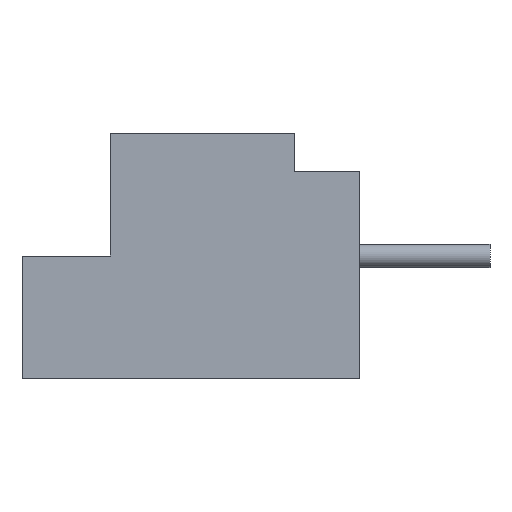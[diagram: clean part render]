
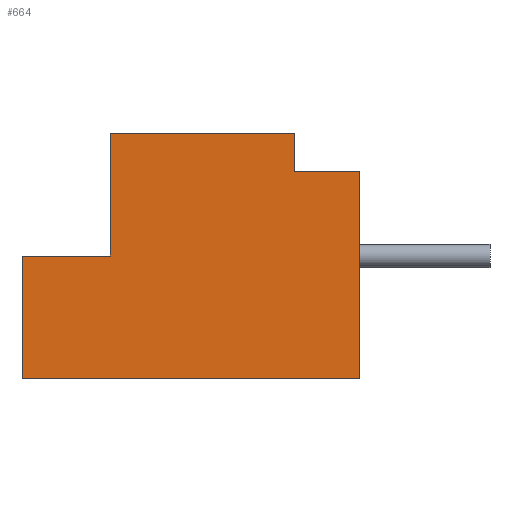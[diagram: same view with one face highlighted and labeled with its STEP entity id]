
A CAD part, left-side view. The second image highlights one B-rep face of the part: STEP entity #664.
In plain terms, the highlighted planar face has unit normal (-1, 0, 0).
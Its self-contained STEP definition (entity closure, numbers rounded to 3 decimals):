
#565 = VERTEX_POINT ( 'NONE', #2782 ) ;
#573 = VERTEX_POINT ( 'NONE', #2810 ) ;
#574 = EDGE_CURVE ( 'NONE', #573, #565, #2809, .T. ) ;
#600 = VERTEX_POINT ( 'NONE', #2904 ) ;
#602 = EDGE_CURVE ( 'NONE', #603, #600, #2903, .T. ) ;
#603 = VERTEX_POINT ( 'NONE', #2899 ) ;
#641 = ORIENTED_EDGE ( 'NONE', *, *, #859, .T. ) ;
#642 = ORIENTED_EDGE ( 'NONE', *, *, #874, .F. ) ;
#643 = ORIENTED_EDGE ( 'NONE', *, *, #644, .T. ) ;
#644 = EDGE_CURVE ( 'NONE', #872, #645, #3000, .T. ) ;
#645 = VERTEX_POINT ( 'NONE', #2996 ) ;
#646 = ORIENTED_EDGE ( 'NONE', *, *, #647, .T. ) ;
#647 = EDGE_CURVE ( 'NONE', #645, #603, #2995, .T. ) ;
#648 = ORIENTED_EDGE ( 'NONE', *, *, #602, .T. ) ;
#649 = ORIENTED_EDGE ( 'NONE', *, *, #650, .T. ) ;
#650 = EDGE_CURVE ( 'NONE', #600, #565, #2478, .T. ) ;
#651 = ORIENTED_EDGE ( 'NONE', *, *, #574, .F. ) ;
#664 = ADVANCED_FACE ( 'NONE', ( #3062 ), #3112, .F. ) ;
#665 = EDGE_LOOP ( 'NONE', ( #666, #641, #642, #643, #646, #648, #649, #651 ) ) ;
#666 = ORIENTED_EDGE ( 'NONE', *, *, #5163, .F. ) ;
#854 = VERTEX_POINT ( 'NONE', #3634 ) ;
#859 = EDGE_CURVE ( 'NONE', #854, #875, #3628, .T. ) ;
#872 = VERTEX_POINT ( 'NONE', #3696 ) ;
#874 = EDGE_CURVE ( 'NONE', #872, #875, #3695, .T. ) ;
#875 = VERTEX_POINT ( 'NONE', #3691 ) ;
#2381 = CARTESIAN_POINT ( 'NONE',  ( -17.5, 8.8, -3.2 ) ) ;
#2478 = LINE ( 'NONE', #2381, #3048 ) ;
#2782 = CARTESIAN_POINT ( 'NONE',  ( -17.5, 0., -3.2 ) ) ;
#2806 = DIRECTION ( 'NONE',  ( 0., 0., -1. ) ) ;
#2807 = VECTOR ( 'NONE', #2806, 1000. ) ;
#2808 = CARTESIAN_POINT ( 'NONE',  ( -17.5, 0., 3.2 ) ) ;
#2809 = LINE ( 'NONE', #2808, #2807 ) ;
#2810 = CARTESIAN_POINT ( 'NONE',  ( -17.5, 0., 2.2 ) ) ;
#2899 = CARTESIAN_POINT ( 'NONE',  ( -17.5, 8.8, 0. ) ) ;
#2900 = DIRECTION ( 'NONE',  ( 0., 0., -1. ) ) ;
#2901 = VECTOR ( 'NONE', #2900, 1000. ) ;
#2902 = CARTESIAN_POINT ( 'NONE',  ( -17.5, 8.8, 3.2 ) ) ;
#2903 = LINE ( 'NONE', #2902, #2901 ) ;
#2904 = CARTESIAN_POINT ( 'NONE',  ( -17.5, 8.8, -3.2 ) ) ;
#2992 = DIRECTION ( 'NONE',  ( 0., 1., 0. ) ) ;
#2993 = VECTOR ( 'NONE', #2992, 1000. ) ;
#2994 = CARTESIAN_POINT ( 'NONE',  ( -17.5, 8.8, 0. ) ) ;
#2995 = LINE ( 'NONE', #2994, #2993 ) ;
#2996 = CARTESIAN_POINT ( 'NONE',  ( -17.5, 6.5, 0. ) ) ;
#2997 = DIRECTION ( 'NONE',  ( 0., 0., -1. ) ) ;
#2998 = VECTOR ( 'NONE', #2997, 1000. ) ;
#2999 = CARTESIAN_POINT ( 'NONE',  ( -17.5, 6.5, 3.2 ) ) ;
#3000 = LINE ( 'NONE', #2999, #2998 ) ;
#3047 = DIRECTION ( 'NONE',  ( 0., -1., 0. ) ) ;
#3048 = VECTOR ( 'NONE', #3047, 1000. ) ;
#3062 = FACE_OUTER_BOUND ( 'NONE', #665, .T. ) ;
#3108 = DIRECTION ( 'NONE',  ( 0., 1., 0. ) ) ;
#3109 = DIRECTION ( 'NONE',  ( 1., 0., 0. ) ) ;
#3110 = CARTESIAN_POINT ( 'NONE',  ( -17.5, 8.8, 3.2 ) ) ;
#3111 = AXIS2_PLACEMENT_3D ( 'NONE', #3110, #3109, #3108 ) ;
#3112 = PLANE ( 'NONE',  #3111 ) ;
#3625 = DIRECTION ( 'NONE',  ( 0., 0., 1. ) ) ;
#3626 = VECTOR ( 'NONE', #3625, 1000. ) ;
#3627 = CARTESIAN_POINT ( 'NONE',  ( -17.5, 1.7, 2.2 ) ) ;
#3628 = LINE ( 'NONE', #3627, #3626 ) ;
#3634 = CARTESIAN_POINT ( 'NONE',  ( -17.5, 1.7, 2.2 ) ) ;
#3691 = CARTESIAN_POINT ( 'NONE',  ( -17.5, 1.7, 3.2 ) ) ;
#3692 = DIRECTION ( 'NONE',  ( 0., -1., 0. ) ) ;
#3693 = VECTOR ( 'NONE', #3692, 1000. ) ;
#3694 = CARTESIAN_POINT ( 'NONE',  ( -17.5, 8.8, 3.2 ) ) ;
#3695 = LINE ( 'NONE', #3694, #3693 ) ;
#3696 = CARTESIAN_POINT ( 'NONE',  ( -17.5, 6.5, 3.2 ) ) ;
#4829 = DIRECTION ( 'NONE',  ( 0., -1., 0. ) ) ;
#4830 = VECTOR ( 'NONE', #4829, 1000. ) ;
#4831 = CARTESIAN_POINT ( 'NONE',  ( -17.5, 1.7, 2.2 ) ) ;
#4832 = LINE ( 'NONE', #4831, #4830 ) ;
#5163 = EDGE_CURVE ( 'NONE', #854, #573, #4832, .T. ) ;
